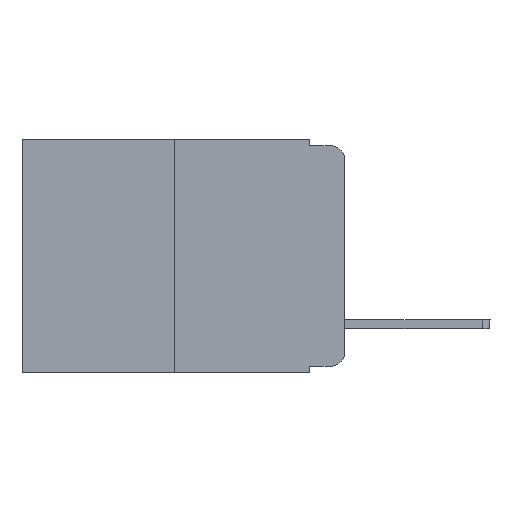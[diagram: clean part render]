
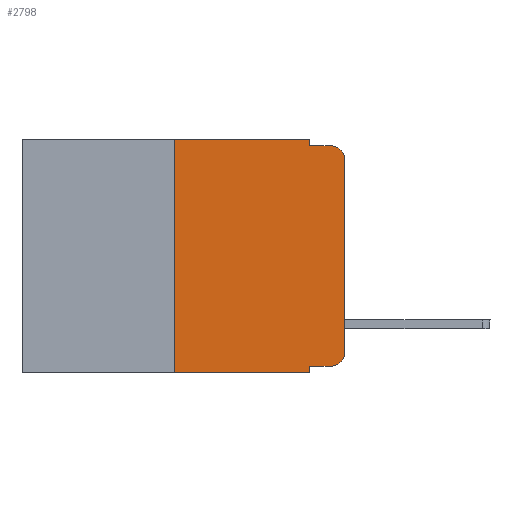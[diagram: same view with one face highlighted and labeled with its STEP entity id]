
A CAD part, left-side view. The second image highlights one B-rep face of the part: STEP entity #2798.
In plain terms, the highlighted planar face has unit normal (-1, 0, 0).
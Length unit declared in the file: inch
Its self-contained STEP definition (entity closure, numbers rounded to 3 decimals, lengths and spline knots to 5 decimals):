
#66 = EDGE_CURVE ( 'NONE', #13156, #884, #13837, .T. ) ;
#115 = CARTESIAN_POINT ( 'NONE',  ( 0., 0.051, -0.333 ) ) ;
#215 = CARTESIAN_POINT ( 'NONE',  ( 0., 0.25, -0.343 ) ) ;
#309 = VERTEX_POINT ( 'NONE', #2834 ) ;
#320 = ORIENTED_EDGE ( 'NONE', *, *, #15013, .T. ) ;
#509 = VECTOR ( 'NONE', #10338, 39.37008 ) ;
#548 = VECTOR ( 'NONE', #3968, 39.37008 ) ;
#551 = CIRCLE ( 'NONE', #5689, 0.02 ) ;
#726 = VECTOR ( 'NONE', #13973, 39.37008 ) ;
#884 = VERTEX_POINT ( 'NONE', #6677 ) ;
#999 = LINE ( 'NONE', #13187, #1220 ) ;
#1073 = DIRECTION ( 'NONE',  ( 0., -1., 0. ) ) ;
#1220 = VECTOR ( 'NONE', #3415, 39.37008 ) ;
#1413 = CARTESIAN_POINT ( 'NONE',  ( 0., 0.02, -0.313 ) ) ;
#1653 = DIRECTION ( 'NONE',  ( 0., 0., 1. ) ) ;
#1702 = VECTOR ( 'NONE', #1653, 39.37008 ) ;
#1716 = CARTESIAN_POINT ( 'NONE',  ( 0., 0., -0.313 ) ) ;
#1959 = CARTESIAN_POINT ( 'NONE',  ( 0., 0., -0.03 ) ) ;
#2115 = CARTESIAN_POINT ( 'NONE',  ( 0., 0.051, -0.333 ) ) ;
#2154 = AXIS2_PLACEMENT_3D ( 'NONE', #8567, #8495, #14597 ) ;
#2630 = DIRECTION ( 'NONE',  ( 0., -1., 0. ) ) ;
#2798 = ADVANCED_FACE ( 'NONE', ( #11360 ), #6173, .F. ) ;
#2834 = CARTESIAN_POINT ( 'NONE',  ( 0., 0.051, -0.343 ) ) ;
#3061 = DIRECTION ( 'NONE',  ( -1., 0., 0. ) ) ;
#3415 = DIRECTION ( 'NONE',  ( 0., -1., 0. ) ) ;
#3968 = DIRECTION ( 'NONE',  ( 0., 0., 1. ) ) ;
#4259 = EDGE_CURVE ( 'NONE', #6570, #5476, #8201, .T. ) ;
#4260 = ORIENTED_EDGE ( 'NONE', *, *, #10692, .F. ) ;
#4349 = VERTEX_POINT ( 'NONE', #1959 ) ;
#5062 = VERTEX_POINT ( 'NONE', #6310 ) ;
#5398 = CARTESIAN_POINT ( 'NONE',  ( 0., 0.051, 0. ) ) ;
#5429 = LINE ( 'NONE', #15036, #548 ) ;
#5463 = LINE ( 'NONE', #6740, #509 ) ;
#5476 = VERTEX_POINT ( 'NONE', #1716 ) ;
#5689 = AXIS2_PLACEMENT_3D ( 'NONE', #14062, #3061, #6831 ) ;
#5910 = ORIENTED_EDGE ( 'NONE', *, *, #66, .F. ) ;
#6037 = ORIENTED_EDGE ( 'NONE', *, *, #13562, .T. ) ;
#6126 = CARTESIAN_POINT ( 'NONE',  ( 0., 0.051, -0.01 ) ) ;
#6173 = PLANE ( 'NONE',  #2154 ) ;
#6310 = CARTESIAN_POINT ( 'NONE',  ( 0., 0.051, -0.01 ) ) ;
#6375 = ORIENTED_EDGE ( 'NONE', *, *, #10364, .T. ) ;
#6570 = VERTEX_POINT ( 'NONE', #15383 ) ;
#6677 = CARTESIAN_POINT ( 'NONE',  ( 0., 0.25, 0. ) ) ;
#6740 = CARTESIAN_POINT ( 'NONE',  ( 0., 0.051, 0. ) ) ;
#6831 = DIRECTION ( 'NONE',  ( 0., 0., -1. ) ) ;
#6865 = EDGE_CURVE ( 'NONE', #884, #12023, #11371, .T. ) ;
#7155 = CARTESIAN_POINT ( 'NONE',  ( 0., 0.051, 0. ) ) ;
#7562 = ORIENTED_EDGE ( 'NONE', *, *, #13795, .T. ) ;
#8201 = CIRCLE ( 'NONE', #12966, 0.02 ) ;
#8495 = DIRECTION ( 'NONE',  ( 1., 0., 0. ) ) ;
#8567 = CARTESIAN_POINT ( 'NONE',  ( 0., 0.473, 0. ) ) ;
#8712 = CARTESIAN_POINT ( 'NONE',  ( 0., 0.473, 0. ) ) ;
#8858 = ORIENTED_EDGE ( 'NONE', *, *, #4259, .T. ) ;
#9503 = VECTOR ( 'NONE', #2630, 39.37008 ) ;
#9640 = DIRECTION ( 'NONE',  ( 0., -1., 0. ) ) ;
#9889 = DIRECTION ( 'NONE',  ( -1., 0., 0. ) ) ;
#10039 = VERTEX_POINT ( 'NONE', #115 ) ;
#10270 = VECTOR ( 'NONE', #9640, 39.37008 ) ;
#10338 = DIRECTION ( 'NONE',  ( 0., 0., -1. ) ) ;
#10364 = EDGE_CURVE ( 'NONE', #13156, #309, #999, .T. ) ;
#10526 = EDGE_LOOP ( 'NONE', ( #320, #6037, #11914, #14494, #11503, #5910, #6375, #4260, #7562, #8858 ) ) ;
#10692 = EDGE_CURVE ( 'NONE', #10039, #309, #14051, .T. ) ;
#11360 = FACE_OUTER_BOUND ( 'NONE', #10526, .T. ) ;
#11371 = LINE ( 'NONE', #8712, #9503 ) ;
#11503 = ORIENTED_EDGE ( 'NONE', *, *, #6865, .F. ) ;
#11914 = ORIENTED_EDGE ( 'NONE', *, *, #15267, .F. ) ;
#12023 = VERTEX_POINT ( 'NONE', #7155 ) ;
#12214 = LINE ( 'NONE', #6126, #10270 ) ;
#12308 = EDGE_CURVE ( 'NONE', #12023, #5062, #5463, .T. ) ;
#12966 = AXIS2_PLACEMENT_3D ( 'NONE', #1413, #9889, #14570 ) ;
#13156 = VERTEX_POINT ( 'NONE', #215 ) ;
#13187 = CARTESIAN_POINT ( 'NONE',  ( 0., 0.473, -0.343 ) ) ;
#13281 = VERTEX_POINT ( 'NONE', #15371 ) ;
#13562 = EDGE_CURVE ( 'NONE', #4349, #13281, #551, .T. ) ;
#13795 = EDGE_CURVE ( 'NONE', #10039, #6570, #15572, .T. ) ;
#13837 = LINE ( 'NONE', #14883, #1702 ) ;
#13973 = DIRECTION ( 'NONE',  ( 0., 0., -1. ) ) ;
#14051 = LINE ( 'NONE', #5398, #726 ) ;
#14062 = CARTESIAN_POINT ( 'NONE',  ( 0., 0.02, -0.03 ) ) ;
#14394 = VECTOR ( 'NONE', #1073, 39.37008 ) ;
#14494 = ORIENTED_EDGE ( 'NONE', *, *, #12308, .F. ) ;
#14570 = DIRECTION ( 'NONE',  ( 0., 0., -1. ) ) ;
#14597 = DIRECTION ( 'NONE',  ( 0., 0., -1. ) ) ;
#14883 = CARTESIAN_POINT ( 'NONE',  ( 0., 0.25, 0. ) ) ;
#15013 = EDGE_CURVE ( 'NONE', #5476, #4349, #5429, .T. ) ;
#15036 = CARTESIAN_POINT ( 'NONE',  ( 0., 0., 0. ) ) ;
#15267 = EDGE_CURVE ( 'NONE', #5062, #13281, #12214, .T. ) ;
#15371 = CARTESIAN_POINT ( 'NONE',  ( 0., 0.02, -0.01 ) ) ;
#15383 = CARTESIAN_POINT ( 'NONE',  ( 0., 0.02, -0.333 ) ) ;
#15572 = LINE ( 'NONE', #2115, #14394 ) ;
